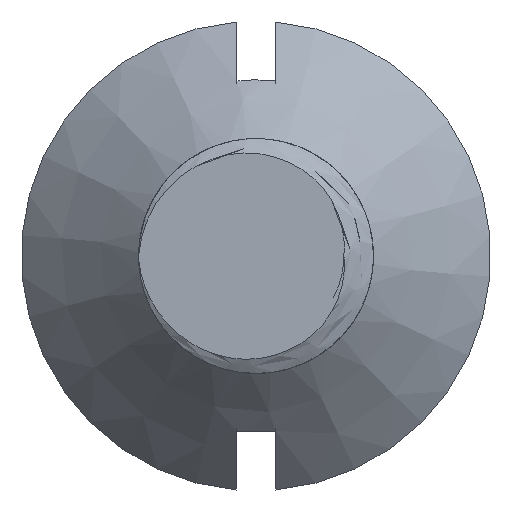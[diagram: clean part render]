
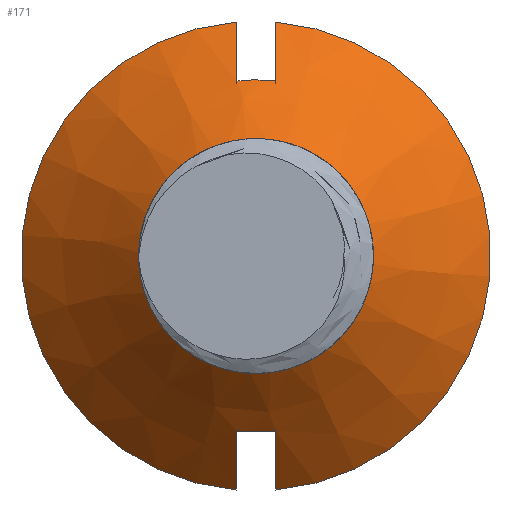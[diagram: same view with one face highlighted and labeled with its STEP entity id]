
A CAD part, front view. The second image highlights one B-rep face of the part: STEP entity #171.
In plain terms, the highlighted conical face has half-angle 45 degrees and reference radius 12 mm.
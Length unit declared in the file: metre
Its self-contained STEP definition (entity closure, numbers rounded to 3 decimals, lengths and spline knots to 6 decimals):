
#12=CONICAL_SURFACE('',#198,0.012,0.785);
#14=B_SPLINE_CURVE_WITH_KNOTS('',3,(#1108,#1109,#1110,#1111),
 .UNSPECIFIED.,.F.,.F.,(4,4),(0.,1.),.UNSPECIFIED.);
#17=B_SPLINE_CURVE_WITH_KNOTS('',3,(#1759,#1760,#1761,#1762),
 .UNSPECIFIED.,.F.,.F.,(4,4),(0.,0.004253),.UNSPECIFIED.);
#18=B_SPLINE_CURVE_WITH_KNOTS('',3,(#1763,#1764,#1765,#1766),
 .UNSPECIFIED.,.F.,.F.,(4,4),(0.,0.004253),.UNSPECIFIED.);
#19=B_SPLINE_CURVE_WITH_KNOTS('',3,(#1768,#1769,#1770,#1771),
 .UNSPECIFIED.,.F.,.F.,(4,4),(0.,0.004253),.UNSPECIFIED.);
#20=B_SPLINE_CURVE_WITH_KNOTS('',3,(#1775,#1776,#1777,#1778),
 .UNSPECIFIED.,.F.,.F.,(4,4),(0.,0.004253),.UNSPECIFIED.);
#77=ORIENTED_EDGE('',*,*,#89,.F.);
#78=ORIENTED_EDGE('',*,*,#95,.F.);
#79=ORIENTED_EDGE('',*,*,#105,.F.);
#80=ORIENTED_EDGE('',*,*,#87,.F.);
#81=ORIENTED_EDGE('',*,*,#107,.F.);
#82=ORIENTED_EDGE('',*,*,#109,.F.);
#83=ORIENTED_EDGE('',*,*,#104,.F.);
#84=ORIENTED_EDGE('',*,*,#101,.F.);
#85=ORIENTED_EDGE('',*,*,#103,.F.);
#86=ORIENTED_EDGE('',*,*,#108,.F.);
#87=EDGE_CURVE('',#110,#111,#125,.T.);
#89=EDGE_CURVE('',#112,#113,#126,.T.);
#95=EDGE_CURVE('',#113,#112,#14,.F.);
#101=EDGE_CURVE('',#119,#120,#127,.T.);
#103=EDGE_CURVE('',#121,#119,#17,.T.);
#104=EDGE_CURVE('',#120,#122,#18,.T.);
#105=EDGE_CURVE('',#111,#123,#19,.T.);
#107=EDGE_CURVE('',#124,#110,#20,.T.);
#108=EDGE_CURVE('',#123,#121,#128,.T.);
#109=EDGE_CURVE('',#122,#124,#129,.T.);
#110=VERTEX_POINT('',#239);
#111=VERTEX_POINT('',#240);
#112=VERTEX_POINT('',#244);
#113=VERTEX_POINT('',#245);
#119=VERTEX_POINT('',#1752);
#120=VERTEX_POINT('',#1753);
#121=VERTEX_POINT('',#1757);
#122=VERTEX_POINT('',#1758);
#123=VERTEX_POINT('',#1772);
#124=VERTEX_POINT('',#1774);
#125=CIRCLE('',#186,0.012);
#126=CIRCLE('',#188,0.006);
#127=CIRCLE('',#192,0.012);
#128=CIRCLE('',#196,0.009);
#129=CIRCLE('',#197,0.009);
#140=EDGE_LOOP('',(#77,#78));
#141=EDGE_LOOP('',(#79,#80,#81,#82,#83,#84,#85,#86));
#152=FACE_BOUND('',#140,.T.);
#153=FACE_BOUND('',#141,.T.);
#171=ADVANCED_FACE('',(#152,#153),#12,.T.);
#186=AXIS2_PLACEMENT_3D('',#238,#203,#204);
#188=AXIS2_PLACEMENT_3D('',#243,#208,#209);
#192=AXIS2_PLACEMENT_3D('',#1754,#220,#221);
#196=AXIS2_PLACEMENT_3D('',#1780,#230,#231);
#197=AXIS2_PLACEMENT_3D('',#1781,#232,#233);
#198=AXIS2_PLACEMENT_3D('',#1782,#234,#235);
#203=DIRECTION('',(0.,1.,0.));
#204=DIRECTION('',(0.,0.,1.));
#208=DIRECTION('',(0.,-1.,0.));
#209=DIRECTION('',(0.,0.,-1.));
#220=DIRECTION('',(0.,1.,0.));
#221=DIRECTION('',(0.,0.,1.));
#230=DIRECTION('',(0.,1.,0.));
#231=DIRECTION('',(0.,0.,1.));
#232=DIRECTION('',(0.,1.,0.));
#233=DIRECTION('',(0.,0.,1.));
#234=DIRECTION('',(0.,1.,0.));
#235=DIRECTION('',(0.,0.,1.));
#238=CARTESIAN_POINT('',(0.,0.006,0.));
#239=CARTESIAN_POINT('',(-0.001,0.006,-0.011958));
#240=CARTESIAN_POINT('',(-0.001,0.006,0.011958));
#243=CARTESIAN_POINT('',(0.,0.,0.));
#244=CARTESIAN_POINT('',(-0.003782,0.,0.004658));
#245=CARTESIAN_POINT('',(-0.003741,0.,0.004691));
#1108=CARTESIAN_POINT('',(-0.003782,0.,0.004658));
#1109=CARTESIAN_POINT('',(-0.003768,0.,0.004669));
#1110=CARTESIAN_POINT('',(-0.003755,0.,0.00468));
#1111=CARTESIAN_POINT('',(-0.003741,0.,0.004691));
#1752=CARTESIAN_POINT('',(0.001,0.006,0.011958));
#1753=CARTESIAN_POINT('',(0.001,0.006,-0.011958));
#1754=CARTESIAN_POINT('',(0.,0.006,0.));
#1757=CARTESIAN_POINT('',(0.001,0.003,0.008944));
#1758=CARTESIAN_POINT('',(0.001,0.003,-0.008944));
#1759=CARTESIAN_POINT('',(0.001,0.003,0.008944));
#1760=CARTESIAN_POINT('',(0.001,0.003999,0.00995));
#1761=CARTESIAN_POINT('',(0.001,0.004999,0.010954));
#1762=CARTESIAN_POINT('',(0.001,0.006,0.011958));
#1763=CARTESIAN_POINT('',(0.001,0.006,-0.011958));
#1764=CARTESIAN_POINT('',(0.001,0.004999,-0.010954));
#1765=CARTESIAN_POINT('',(0.001,0.003999,-0.00995));
#1766=CARTESIAN_POINT('',(0.001,0.003,-0.008944));
#1768=CARTESIAN_POINT('',(-0.001,0.006,0.011958));
#1769=CARTESIAN_POINT('',(-0.001,0.004999,0.010954));
#1770=CARTESIAN_POINT('',(-0.001,0.003999,0.00995));
#1771=CARTESIAN_POINT('',(-0.001,0.003,0.008944));
#1772=CARTESIAN_POINT('',(-0.001,0.003,0.008944));
#1774=CARTESIAN_POINT('',(-0.001,0.003,-0.008944));
#1775=CARTESIAN_POINT('',(-0.001,0.003,-0.008944));
#1776=CARTESIAN_POINT('',(-0.001,0.003999,-0.00995));
#1777=CARTESIAN_POINT('',(-0.001,0.004999,-0.010954));
#1778=CARTESIAN_POINT('',(-0.001,0.006,-0.011958));
#1780=CARTESIAN_POINT('',(0.,0.003,0.));
#1781=CARTESIAN_POINT('',(0.,0.003,0.));
#1782=CARTESIAN_POINT('',(0.,0.006,0.));
